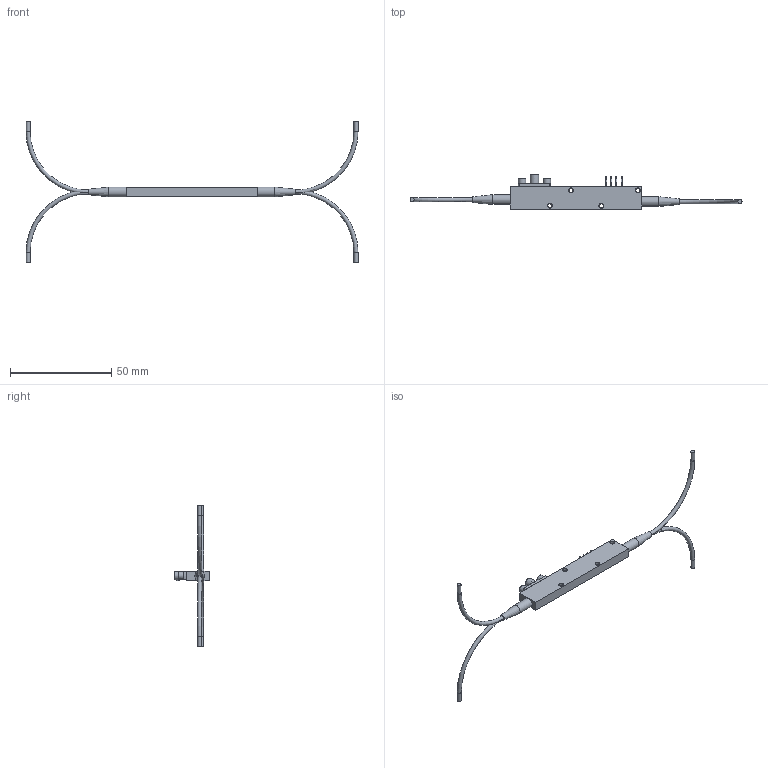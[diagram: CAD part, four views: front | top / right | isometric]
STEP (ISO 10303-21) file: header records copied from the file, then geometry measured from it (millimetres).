
FILE_DESCRIPTION(('FreeCAD Model'),'2;1');
FILE_NAME('Open CASCADE Shape Model','2021-07-22T09:40:32',('Author'),( ''),'Open CASCADE STEP processor 7.5','FreeCAD','Unknown');
FILE_SCHEMA(('AUTOMOTIVE_DESIGN { 1 0 10303 214 1 1 1 1 }'));
Length unit declared in the file: millimetre
Products named in the file (1): Pocket002
Bounding box: 164 x 17.2 x 70 mm (x, y, z)
Volume: 4283.5 mm3; surface area: 4580.7 mm2
Topology: 1 solids, 3 shells, 80 faces, 150 edges, 90 vertices
Faces by surface type: plane 34, cylinder 31, torus 12, cone 2, revolution 1
Full cylindrical faces by diameter (mm): 0.381 x1, 0.5 x12, 2 x8, 2.616 x2, 3.4 x1, 3.658 x2, 4.166 x1, 4.8 x2, 15.875 x1
Entity records: 4802 total; most frequent: CARTESIAN_POINT 1640, DIRECTION 611, ORIENTED_EDGE 300, PCURVE 300, DEFINITIONAL_REPRESENTATION 300, LINE 231, VECTOR 231, AXIS2_PLACEMENT_3D 173
